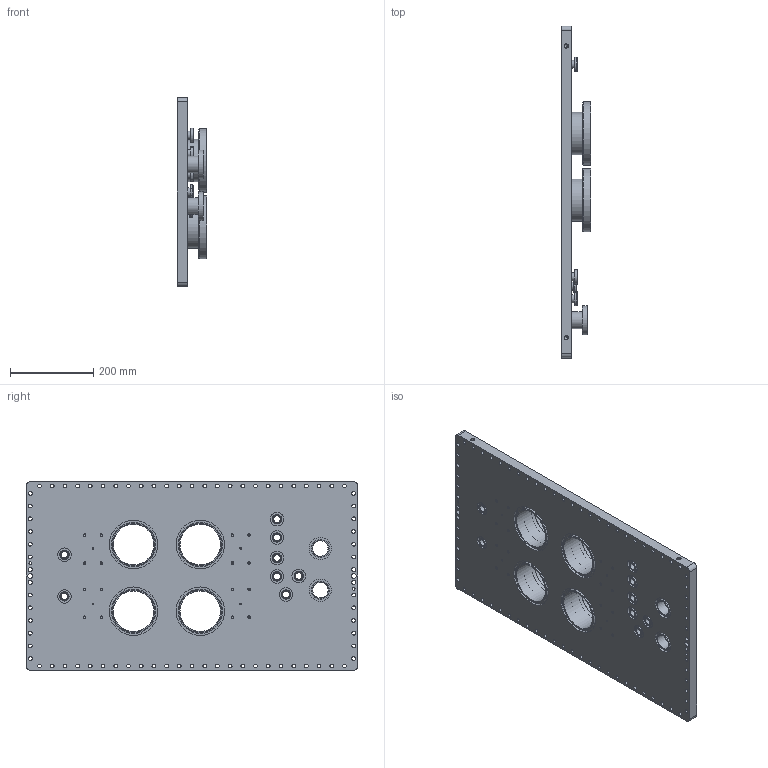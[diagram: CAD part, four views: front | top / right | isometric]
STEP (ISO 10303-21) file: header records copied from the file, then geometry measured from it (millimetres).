
FILE_DESCRIPTION(/* description */ (''),/* implementation_level */ '2;1');
FILE_NAME(/* name */ 'PAX-detector-flange.stp',/* time_stamp */ '2015-01-16T11:58:03+01:00',/* author */ (''),/* organization */ (''),/* preprocessor_version */ 'ST-DEVELOPER v15',/* originating_system */ 'SIEMENS PLM Software NX 9.0',/* authorisation */ '');
FILE_SCHEMA (('CONFIG_CONTROL_DESIGN'));
Length unit declared in the file: millimetre
Products named in the file (11): Tube_CF100; DN100CF_flange1; tube_De19_Di16; Flangia CF 16_2; CF16_feed_through_2; CF16_feed_through; CF40_feed-through; detector_flange; CF100-feedthrough; CF-16_FFED-THROUGH_SPECIAL; DETECTOR-FLANGE_ASB
Assembly tree (22 placements, depth 3):
  DETECTOR-FLANGE_ASB
    detector_flange
    CF40_feed-through  x2
    CF16_feed_through  x2
    CF16_feed_through_2  x2
    CF-16_FFED-THROUGH_SPECIAL  x4
      Flangia CF 16_2
      tube_De19_Di16
    CF100-feedthrough
      DN100CF_flange1  x4
      Tube_CF100  x4
Bounding box: 71.29 x 796 x 452 mm (x, y, z)
Volume: 8885824.1 mm3; surface area: 1265331.4 mm2
Topology: 23 solids, 23 shells, 508 faces, 1243 edges, 823 vertices
Faces by surface type: cylinder 340, plane 92, cone 76
Full cylindrical faces by diameter (mm): 4 x4, 4.4 x48, 5 x24, 6.6 x12, 6.647 x2, 8.4 x64, 8.5 x2, 9 x74, 10 x4, 12 x2, 15.75 x8, 16 x4, 19 x4, 19.05 x6, 19.25 x8, 19.5 x2, 22.25 x1, 22.55 x7, 32.55 x8, 33.8 x4, 34 x4, 37 x2, 40 x2, 40.4 x2, 43.4 x2, 53.4 x2, 69.3 x2, 97.4 x8, 101.6 x8, 102.2 x4
Entity records: 10423 total; most frequent: DIRECTION 1667, CARTESIAN_POINT 1348, ORIENTED_EDGE 970, FACE_BOUND 951, EDGE_LOOP 929, AXIS2_PLACEMENT_3D 825, VERTEX_POINT 506, EDGE_CURVE 485
